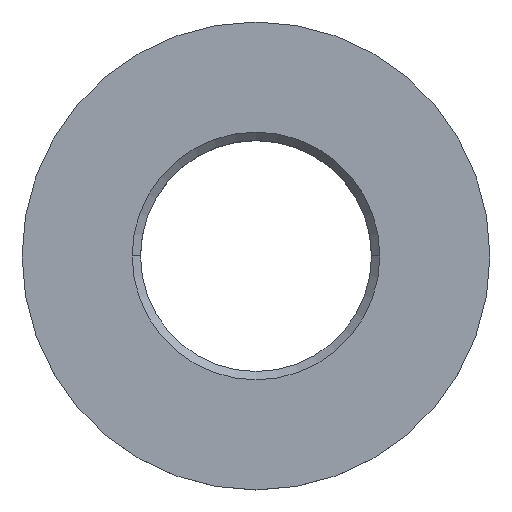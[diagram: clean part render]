
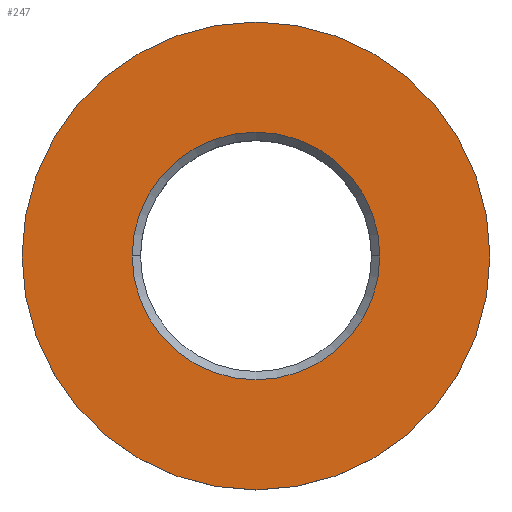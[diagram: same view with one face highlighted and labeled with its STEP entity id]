
A CAD part, top view. The second image highlights one B-rep face of the part: STEP entity #247.
In plain terms, the highlighted planar face has unit normal (0, 0, 1).
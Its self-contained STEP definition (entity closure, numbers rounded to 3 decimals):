
#12 = VERTEX_POINT ( 'NONE', #312 ) ;
#50 = AXIS2_PLACEMENT_3D ( 'NONE', #526, #116, #424 ) ;
#56 = DIRECTION ( 'NONE',  ( 0., 0., 1. ) ) ;
#58 = DIRECTION ( 'NONE',  ( 1., 0., 0. ) ) ;
#69 = EDGE_CURVE ( 'NONE', #408, #318, #181, .T. ) ;
#106 = DIRECTION ( 'NONE',  ( 0., 0., -1. ) ) ;
#113 = DIRECTION ( 'NONE',  ( 0., 0., -1. ) ) ;
#116 = DIRECTION ( 'NONE',  ( 0., 0., -1. ) ) ;
#154 = CIRCLE ( 'NONE', #286, 13.97 ) ;
#158 = FACE_BOUND ( 'NONE', #347, .T. ) ;
#160 = EDGE_CURVE ( 'NONE', #505, #12, #535, .T. ) ;
#181 = CIRCLE ( 'NONE', #452, 13.97 ) ;
#219 = CARTESIAN_POINT ( 'NONE',  ( -13.97, 0., 0. ) ) ;
#247 = ADVANCED_FACE ( 'NONE', ( #158, #471 ), #291, .F. ) ;
#277 = AXIS2_PLACEMENT_3D ( 'NONE', #515, #106, #455 ) ;
#286 = AXIS2_PLACEMENT_3D ( 'NONE', #343, #333, #530 ) ;
#291 = PLANE ( 'NONE',  #380 ) ;
#310 = EDGE_CURVE ( 'NONE', #12, #505, #406, .T. ) ;
#312 = CARTESIAN_POINT ( 'NONE',  ( -7.395, 0., 0. ) ) ;
#318 = VERTEX_POINT ( 'NONE', #567 ) ;
#326 = CARTESIAN_POINT ( 'NONE',  ( 0., 0., 0. ) ) ;
#333 = DIRECTION ( 'NONE',  ( 0., 0., 1. ) ) ;
#335 = CARTESIAN_POINT ( 'NONE',  ( 0., 6.35, 0. ) ) ;
#336 = EDGE_CURVE ( 'NONE', #318, #408, #154, .T. ) ;
#343 = CARTESIAN_POINT ( 'NONE',  ( 0., 0., 0. ) ) ;
#347 = EDGE_LOOP ( 'NONE', ( #484, #539 ) ) ;
#353 = ORIENTED_EDGE ( 'NONE', *, *, #69, .T. ) ;
#367 = ORIENTED_EDGE ( 'NONE', *, *, #336, .T. ) ;
#380 = AXIS2_PLACEMENT_3D ( 'NONE', #335, #113, #385 ) ;
#385 = DIRECTION ( 'NONE',  ( -1., 0., 0. ) ) ;
#393 = EDGE_LOOP ( 'NONE', ( #367, #353 ) ) ;
#406 = CIRCLE ( 'NONE', #50, 7.395 ) ;
#408 = VERTEX_POINT ( 'NONE', #219 ) ;
#424 = DIRECTION ( 'NONE',  ( -1., 0., 0. ) ) ;
#452 = AXIS2_PLACEMENT_3D ( 'NONE', #326, #56, #58 ) ;
#455 = DIRECTION ( 'NONE',  ( -1., 0., 0. ) ) ;
#471 = FACE_OUTER_BOUND ( 'NONE', #393, .T. ) ;
#484 = ORIENTED_EDGE ( 'NONE', *, *, #160, .T. ) ;
#505 = VERTEX_POINT ( 'NONE', #573 ) ;
#515 = CARTESIAN_POINT ( 'NONE',  ( 0., 0., 0. ) ) ;
#526 = CARTESIAN_POINT ( 'NONE',  ( 0., 0., 0. ) ) ;
#530 = DIRECTION ( 'NONE',  ( 1., 0., 0. ) ) ;
#535 = CIRCLE ( 'NONE', #277, 7.395 ) ;
#539 = ORIENTED_EDGE ( 'NONE', *, *, #310, .T. ) ;
#567 = CARTESIAN_POINT ( 'NONE',  ( 13.97, 0., 0. ) ) ;
#573 = CARTESIAN_POINT ( 'NONE',  ( 7.395, 0., 0. ) ) ;
